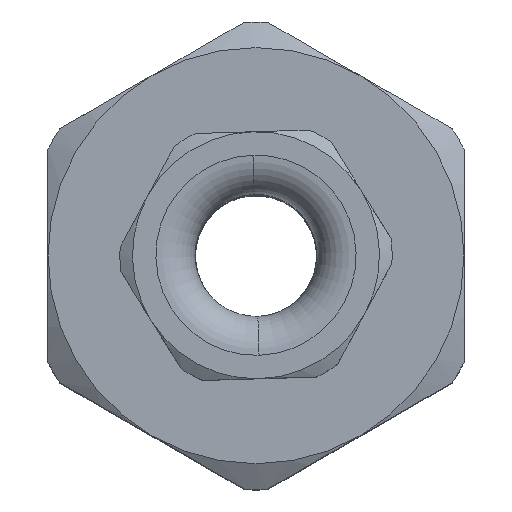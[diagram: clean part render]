
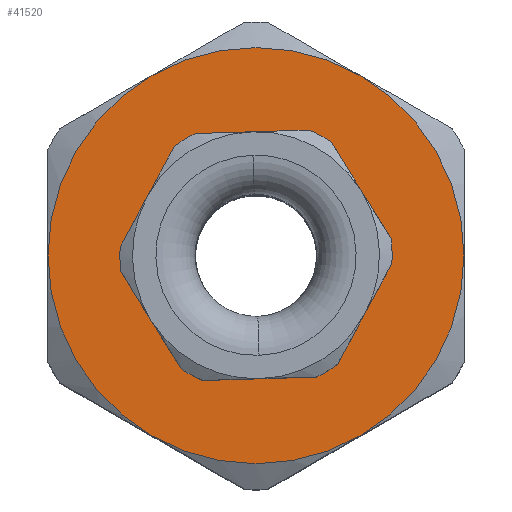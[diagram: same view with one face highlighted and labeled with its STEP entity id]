
A CAD part, top view. The second image highlights one B-rep face of the part: STEP entity #41520.
In plain terms, the highlighted planar face has unit normal (0, 0, 1).
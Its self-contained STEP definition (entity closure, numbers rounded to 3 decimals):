
#902 = DIRECTION ( 'NONE',  ( 1., 0., 0. ) ) ;
#4341 = AXIS2_PLACEMENT_3D ( 'NONE', #42072, #47163, #37577 ) ;
#5485 = DIRECTION ( 'NONE',  ( 1., 0., 0. ) ) ;
#5527 = VERTEX_POINT ( 'NONE', #9954 ) ;
#5798 = CIRCLE ( 'NONE', #21171, 16. ) ;
#6709 = EDGE_LOOP ( 'NONE', ( #28709, #14694 ) ) ;
#7677 = AXIS2_PLACEMENT_3D ( 'NONE', #42428, #28910, #12214 ) ;
#7774 = DIRECTION ( 'NONE',  ( 0., 0., 1. ) ) ;
#8125 = EDGE_CURVE ( 'NONE', #11875, #56045, #35840, .T. ) ;
#8321 = VERTEX_POINT ( 'NONE', #55106 ) ;
#9954 = CARTESIAN_POINT ( 'NONE',  ( -16., 0., 44. ) ) ;
#10061 = ORIENTED_EDGE ( 'NONE', *, *, #25119, .T. ) ;
#10258 = DIRECTION ( 'NONE',  ( 1., 0., 0. ) ) ;
#10281 = DIRECTION ( 'NONE',  ( 0., 0., -1. ) ) ;
#10832 = CARTESIAN_POINT ( 'NONE',  ( 0., 0., 44. ) ) ;
#11128 = FACE_BOUND ( 'NONE', #6709, .T. ) ;
#11875 = VERTEX_POINT ( 'NONE', #36612 ) ;
#12214 = DIRECTION ( 'NONE',  ( 1., 0., 0. ) ) ;
#12432 = CARTESIAN_POINT ( 'NONE',  ( 0., 0., 44. ) ) ;
#14694 = ORIENTED_EDGE ( 'NONE', *, *, #16180, .T. ) ;
#15361 = FACE_OUTER_BOUND ( 'NONE', #45063, .T. ) ;
#16180 = EDGE_CURVE ( 'NONE', #8321, #41985, #19415, .T. ) ;
#16514 = CARTESIAN_POINT ( 'NONE',  ( 0., 0., 44. ) ) ;
#16980 = DIRECTION ( 'NONE',  ( 1., 0., 0. ) ) ;
#18661 = DIRECTION ( 'NONE',  ( 0., 0., -1. ) ) ;
#19415 = CIRCLE ( 'NONE', #33820, 8.5 ) ;
#20168 = ORIENTED_EDGE ( 'NONE', *, *, #24359, .T. ) ;
#20378 = DIRECTION ( 'NONE',  ( 0., 0., 1. ) ) ;
#21171 = AXIS2_PLACEMENT_3D ( 'NONE', #42902, #20378, #33333 ) ;
#21686 = CARTESIAN_POINT ( 'NONE',  ( 0., 0., 44. ) ) ;
#22742 = CARTESIAN_POINT ( 'NONE',  ( 8., -13.856, 44. ) ) ;
#23456 = CARTESIAN_POINT ( 'NONE',  ( 8.5, 0., 44. ) ) ;
#23784 = CARTESIAN_POINT ( 'NONE',  ( 0., 0., 44. ) ) ;
#23832 = DIRECTION ( 'NONE',  ( 0., 0., 1. ) ) ;
#24359 = EDGE_CURVE ( 'NONE', #5527, #47288, #26866, .T. ) ;
#24364 = AXIS2_PLACEMENT_3D ( 'NONE', #12432, #29935, #16980 ) ;
#25119 = EDGE_CURVE ( 'NONE', #47288, #25440, #5798, .T. ) ;
#25440 = VERTEX_POINT ( 'NONE', #22742 ) ;
#25833 = DIRECTION ( 'NONE',  ( 1., 0., 0. ) ) ;
#26866 = CIRCLE ( 'NONE', #48920, 16. ) ;
#27905 = ORIENTED_EDGE ( 'NONE', *, *, #49411, .T. ) ;
#28343 = PLANE ( 'NONE',  #29251 ) ;
#28709 = ORIENTED_EDGE ( 'NONE', *, *, #50575, .T. ) ;
#28772 = EDGE_CURVE ( 'NONE', #56045, #5527, #33634, .T. ) ;
#28910 = DIRECTION ( 'NONE',  ( 0., 0., 1. ) ) ;
#29251 = AXIS2_PLACEMENT_3D ( 'NONE', #10832, #23832, #10258 ) ;
#29935 = DIRECTION ( 'NONE',  ( 0., 0., 1. ) ) ;
#30160 = AXIS2_PLACEMENT_3D ( 'NONE', #16514, #7774, #25833 ) ;
#33333 = DIRECTION ( 'NONE',  ( 1., 0., 0. ) ) ;
#33353 = CARTESIAN_POINT ( 'NONE',  ( -8., -13.856, 44. ) ) ;
#33634 = CIRCLE ( 'NONE', #7677, 16. ) ;
#33820 = AXIS2_PLACEMENT_3D ( 'NONE', #23784, #18661, #902 ) ;
#35726 = CARTESIAN_POINT ( 'NONE',  ( 16., 0., 44. ) ) ;
#35840 = CIRCLE ( 'NONE', #24364, 16. ) ;
#36612 = CARTESIAN_POINT ( 'NONE',  ( 8., 13.856, 44. ) ) ;
#37577 = DIRECTION ( 'NONE',  ( 1., 0., 0. ) ) ;
#38818 = CIRCLE ( 'NONE', #30160, 16. ) ;
#39995 = DIRECTION ( 'NONE',  ( 1., 0., 0. ) ) ;
#41520 = ADVANCED_FACE ( 'NONE', ( #11128, #15361 ), #28343, .T. ) ;
#41985 = VERTEX_POINT ( 'NONE', #23456 ) ;
#42072 = CARTESIAN_POINT ( 'NONE',  ( 0., 0., 44. ) ) ;
#42428 = CARTESIAN_POINT ( 'NONE',  ( 0., 0., 44. ) ) ;
#42759 = CIRCLE ( 'NONE', #4341, 16. ) ;
#42902 = CARTESIAN_POINT ( 'NONE',  ( 0., 0., 44. ) ) ;
#43366 = ORIENTED_EDGE ( 'NONE', *, *, #28772, .T. ) ;
#44026 = CARTESIAN_POINT ( 'NONE',  ( -8., 13.856, 44. ) ) ;
#45046 = ORIENTED_EDGE ( 'NONE', *, *, #57532, .T. ) ;
#45063 = EDGE_LOOP ( 'NONE', ( #27905, #45046, #51212, #43366, #20168, #10061 ) ) ;
#46543 = AXIS2_PLACEMENT_3D ( 'NONE', #46672, #10281, #5485 ) ;
#46672 = CARTESIAN_POINT ( 'NONE',  ( 0., 0., 44. ) ) ;
#47163 = DIRECTION ( 'NONE',  ( 0., 0., 1. ) ) ;
#47288 = VERTEX_POINT ( 'NONE', #33353 ) ;
#48709 = VERTEX_POINT ( 'NONE', #35726 ) ;
#48920 = AXIS2_PLACEMENT_3D ( 'NONE', #21686, #54381, #39995 ) ;
#49411 = EDGE_CURVE ( 'NONE', #25440, #48709, #38818, .T. ) ;
#50575 = EDGE_CURVE ( 'NONE', #41985, #8321, #56083, .T. ) ;
#51212 = ORIENTED_EDGE ( 'NONE', *, *, #8125, .T. ) ;
#54381 = DIRECTION ( 'NONE',  ( 0., 0., 1. ) ) ;
#55106 = CARTESIAN_POINT ( 'NONE',  ( -8.5, 0., 44. ) ) ;
#56045 = VERTEX_POINT ( 'NONE', #44026 ) ;
#56083 = CIRCLE ( 'NONE', #46543, 8.5 ) ;
#57532 = EDGE_CURVE ( 'NONE', #48709, #11875, #42759, .T. ) ;
